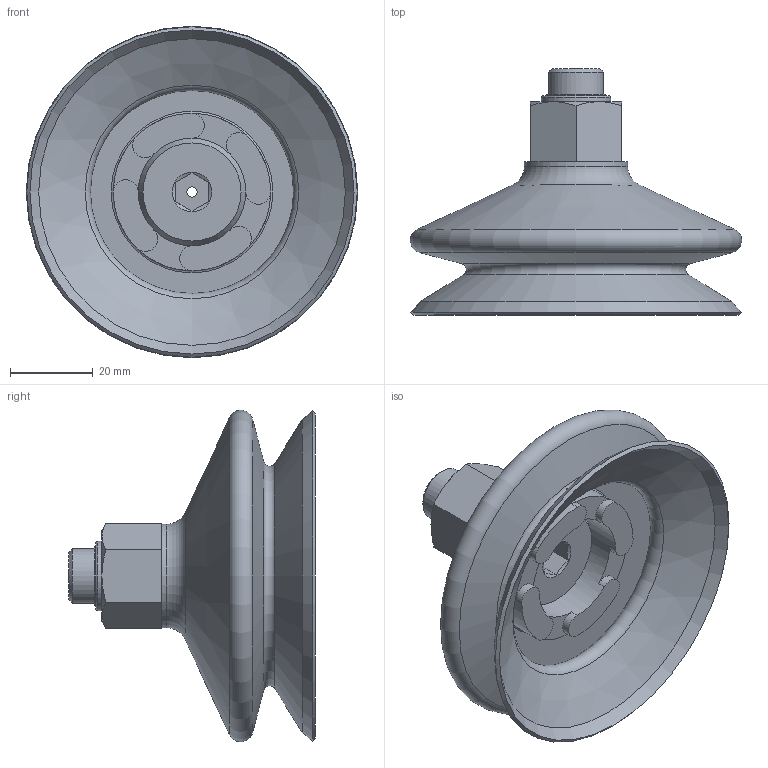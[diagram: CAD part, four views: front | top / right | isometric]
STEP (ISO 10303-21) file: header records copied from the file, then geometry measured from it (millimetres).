
FILE_DESCRIPTION(/* description */ ('STEP AP214'),/* implementation_level */ '2;1');
FILE_NAME(/* name */ '525999_ESS-80-BT-G1_4',/* time_stamp */ '2024-08-28T10:17:25+02:00',/* author */ ('License CC BY-ND 4.0'),/* organization */ ('CADENAS'),/* preprocessor_version */ 'ST-DEVELOPER v19.3',/* originating_system */ 'PARTsolutions',/* authorisation */ ' ');
FILE_SCHEMA (('AUTOMOTIVE_DESIGN {1 0 10303 214 3 1 1}'));
Length unit declared in the file: millimetre
Products named in the file (1): 525999 ESS-80-BT-G1/4
Bounding box: 80 x 59.5 x 80 mm (x, y, z)
Volume: 54936.5 mm3; surface area: 28787.5 mm2
Topology: 1 solids, 1 shells, 78 faces, 178 edges, 107 vertices
Faces by surface type: plane 39, cone 17, cylinder 15, torus 7
Full cylindrical faces by diameter (mm): 2.5 x1, 13.157 x1, 14.4 x1, 16.8 x1, 25 x1, 26 x1, 38 x1
Entity records: 2619 total; most frequent: CARTESIAN_POINT 391, DIRECTION 368, ORIENTED_EDGE 298, AXIS2_PLACEMENT_3D 158, EDGE_CURVE 149, EDGE_LOOP 110, FACE_BOUND 110, VERTEX_POINT 103
